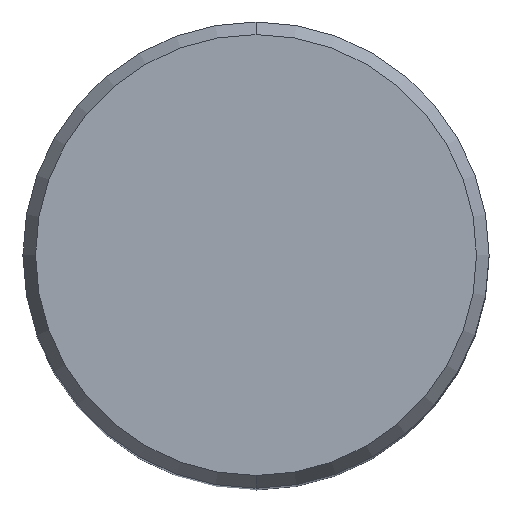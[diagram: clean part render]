
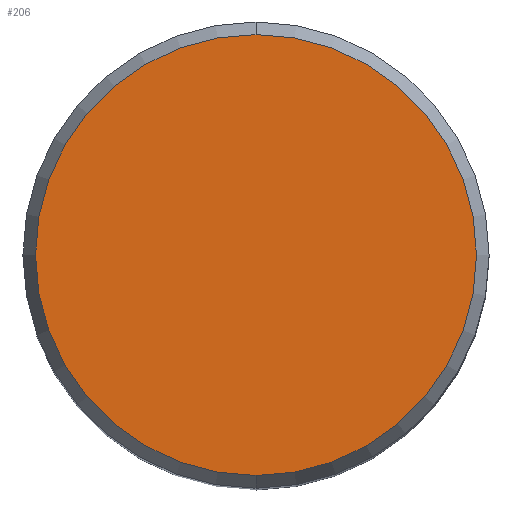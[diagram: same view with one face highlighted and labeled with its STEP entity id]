
A CAD part, top view. The second image highlights one B-rep face of the part: STEP entity #206.
In plain terms, the highlighted planar face has unit normal (0, 0, 1).
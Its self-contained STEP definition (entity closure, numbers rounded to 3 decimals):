
#136=VERTEX_POINT('',#281);
#168=VERTEX_POINT('',#317);
#182=EDGE_CURVE('',#136,#168,#332,.T.);
#184=EDGE_CURVE('',#168,#136,#334,.T.);
#206=ADVANCED_FACE('',(#358),#359,.T.);
#281=CARTESIAN_POINT('',(0.0,12.012,0.01));
#317=CARTESIAN_POINT('',(0.,-12.012,0.01));
#332=CIRCLE('',#500,12.012);
#334=CIRCLE('',#503,12.012);
#358=FACE_OUTER_BOUND('',#535,.T.);
#359=PLANE('',#536);
#500=AXIS2_PLACEMENT_3D('',#681,#682,#683);
#503=AXIS2_PLACEMENT_3D('',#684,#685,#686);
#535=EDGE_LOOP('',(#708,#709));
#536=AXIS2_PLACEMENT_3D('',#710,#711,#712);
#681=CARTESIAN_POINT('',(0.0,0.0,0.01));
#682=DIRECTION('',(0.0,0.0,-1.0));
#683=DIRECTION('',(0.0,1.0,0.0));
#684=CARTESIAN_POINT('',(0.0,0.0,0.01));
#685=DIRECTION('',(0.0,0.0,-1.0));
#686=DIRECTION('',(0.0,1.0,0.0));
#708=ORIENTED_EDGE('',*,*,#182,.F.);
#709=ORIENTED_EDGE('',*,*,#184,.F.);
#710=CARTESIAN_POINT('',(0.0,6.006,0.01));
#711=DIRECTION('',(-0.0,0.0,1.0));
#712=DIRECTION('',(0.0,-1.0,0.0));
